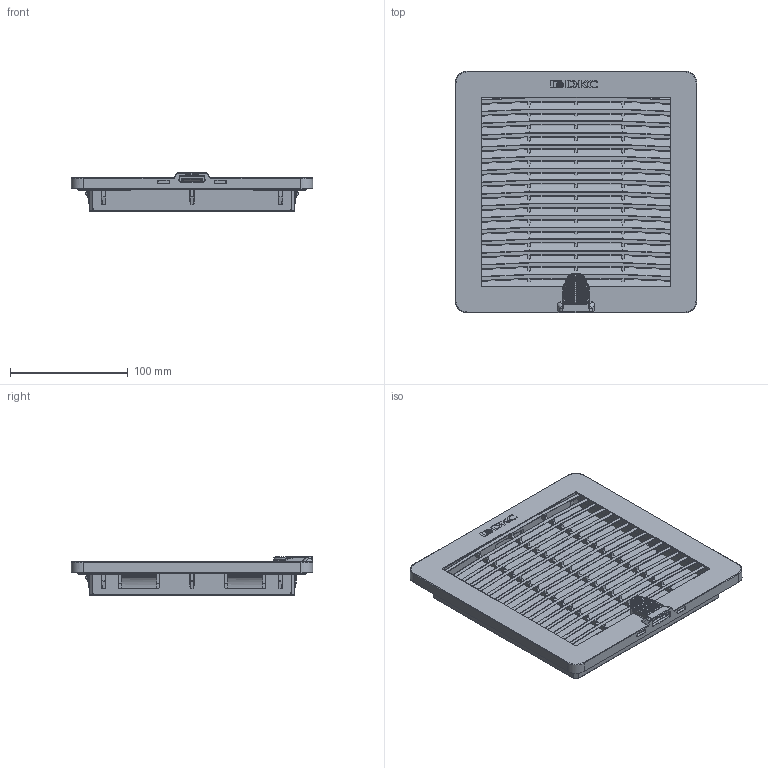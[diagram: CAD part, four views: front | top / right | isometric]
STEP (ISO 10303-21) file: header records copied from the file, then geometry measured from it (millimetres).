
FILE_DESCRIPTION (( 'STEP AP203' ), '1' );
FILE_NAME ('ﾒﾏﾀ.08.0020.00.00.0ﾑﾁ.STEP', '2018-05-16T14:56:31', ( '' ), ( '' ), 'SwSTEP 2.0', 'SolidWorks 2017', '' );
FILE_SCHEMA (( 'CONFIG_CONTROL_DESIGN' ));
Products named in the file (8): ﾒﾏﾀ.08.0019.01.02.0; ﾒﾏﾀ.08.0015.01.03.0; ﾒﾏﾀ.08.0015.01.01.0; RKF13 - FELTRO REV.0; ﾒﾏﾀ.08.0020.00.00.0ﾑﾁ; R5KF13 - BASE REV.3; RKF13 - GASKET_æ¥« ï; ÒÏÀ.08.0019.02.00.0_¤«ï á¡®àª¨
Assembly tree (7 placements, depth 3):
  ﾒﾏﾀ.08.0020.00.00.0ﾑﾁ
    ÒÏÀ.08.0019.02.00.0_¤«ï á¡®àª¨
      R5KF13 - BASE REV.3
      RKF13 - GASKET_æ¥« ï
    ﾒﾏﾀ.08.0019.01.02.0
    ﾒﾏﾀ.08.0015.01.03.0
    ﾒﾏﾀ.08.0015.01.01.0
    RKF13 - FELTRO REV.0
Bounding box: 205 x 205 x 33.03 mm (x, y, z)
Volume: 529559.1 mm3; surface area: 327562.8 mm2
Topology: 12 solids, 12 shells, 5182 faces, 14023 edges, 8797 vertices
Faces by surface type: plane 2268, cylinder 1738, bspline 580, cone 287, torus 284, sphere 25
Entity records: 213148 total; most frequent: CARTESIAN_POINT 97485, ORIENTED_EDGE 27966, DIRECTION 17593, EDGE_CURVE 13983, VERTEX_POINT 8792, B_SPLINE_CURVE_WITH_KNOTS 6517, AXIS2_PLACEMENT_3D 5868, VECTOR 5857
